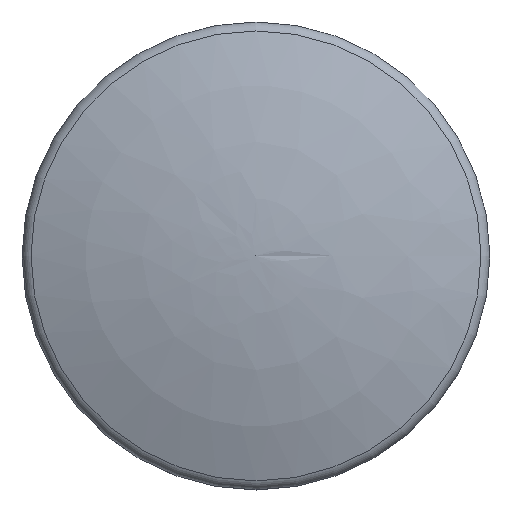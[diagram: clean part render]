
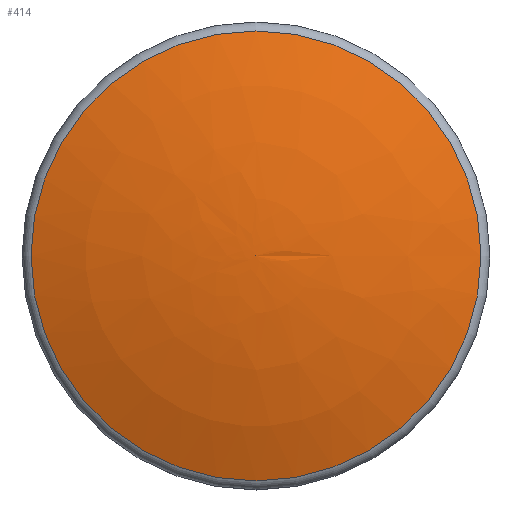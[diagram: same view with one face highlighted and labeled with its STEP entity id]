
A CAD part, top view. The second image highlights one B-rep face of the part: STEP entity #414.
In plain terms, the highlighted free-form (B-spline) face has degree [2, 2] with [3, 9] control points.
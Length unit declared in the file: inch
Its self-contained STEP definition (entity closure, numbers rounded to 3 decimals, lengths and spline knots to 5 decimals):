
#364=CARTESIAN_POINT('',(0.,-0.4543,1.11832));
#365=VERTEX_POINT('',#364);
#366=CARTESIAN_POINT('',(0.,0.,1.11832));
#367=DIRECTION('',(0.0,0.0,-1.0));
#368=DIRECTION('',(0.0,1.0,0.0));
#369=AXIS2_PLACEMENT_3D('',#366,#367,#368);
#370=CIRCLE('',#369,0.4543);
#371=EDGE_CURVE('',#365,#365,#370,.T.);
#376=CARTESIAN_POINT('',(0.,0.,1.20078));
#377=CARTESIAN_POINT('',(0.2342,0.,1.1984));
#378=CARTESIAN_POINT('',(0.4543,0.,1.11832));
#379=CARTESIAN_POINT('',(0.,0.,1.20078));
#380=CARTESIAN_POINT('',(0.2342,0.2342,1.1984));
#381=CARTESIAN_POINT('',(0.4543,0.4543,1.11832));
#382=CARTESIAN_POINT('',(0.,0.,1.20078));
#383=CARTESIAN_POINT('',(0.,0.2342,1.1984));
#384=CARTESIAN_POINT('',(0.,0.4543,1.11832));
#385=CARTESIAN_POINT('',(0.,0.,1.20078));
#386=CARTESIAN_POINT('',(-0.2342,0.2342,1.1984));
#387=CARTESIAN_POINT('',(-0.4543,0.4543,1.11832));
#388=CARTESIAN_POINT('',(0.,0.,1.20078));
#389=CARTESIAN_POINT('',(-0.2342,0.,1.1984));
#390=CARTESIAN_POINT('',(-0.4543,0.,1.11832));
#391=CARTESIAN_POINT('',(0.,0.,1.20078));
#392=CARTESIAN_POINT('',(-0.2342,-0.2342,1.1984));
#393=CARTESIAN_POINT('',(-0.4543,-0.4543,1.11832));
#394=CARTESIAN_POINT('',(0.,0.,1.20078));
#395=CARTESIAN_POINT('',(0.,-0.2342,1.1984));
#396=CARTESIAN_POINT('',(0.,-0.4543,1.11832));
#397=CARTESIAN_POINT('',(0.,0.,1.20078));
#398=CARTESIAN_POINT('',(0.2342,-0.2342,1.1984));
#399=CARTESIAN_POINT('',(0.4543,-0.4543,1.11832));
#400=CARTESIAN_POINT('',(0.,0.,1.20078));
#401=CARTESIAN_POINT('',(0.2342,0.,1.1984));
#402=CARTESIAN_POINT('',(0.4543,0.,1.11832));
#410=(BOUNDED_SURFACE()B_SPLINE_SURFACE(2,2,((#376,#379,#382,#385,#388,#391,#394,#397,#400),(#377,#380,#383,#386,#389,#392,#395,#398,#401),(#378,#381,#384,#387,#390,#393,#396,#399,#402)),.UNSPECIFIED.,.F.,.T.,.U.)B_SPLINE_SURFACE_WITH_KNOTS((3,3),(3,2,2,2,3),(-1.56066,-1.22184),(0.0,1.5708,3.14159,4.71239,6.28319),.UNSPECIFIED.)GEOMETRIC_REPRESENTATION_ITEM()RATIONAL_B_SPLINE_SURFACE(((1.0,0.707,1.0,0.707,1.0,0.707,1.0,0.707,1.0),(0.986,0.697,0.986,0.697,0.986,0.697,0.986,0.697,0.986),(1.0,0.707,1.0,0.707,1.0,0.707,1.0,0.707,1.0)))REPRESENTATION_ITEM('')SURFACE());
#411=ORIENTED_EDGE('',*,*,#371,.F.);
#412=EDGE_LOOP('',(#411));
#413=FACE_OUTER_BOUND('',#412,.T.);
#414=ADVANCED_FACE('',(#413),#410,.T.);
